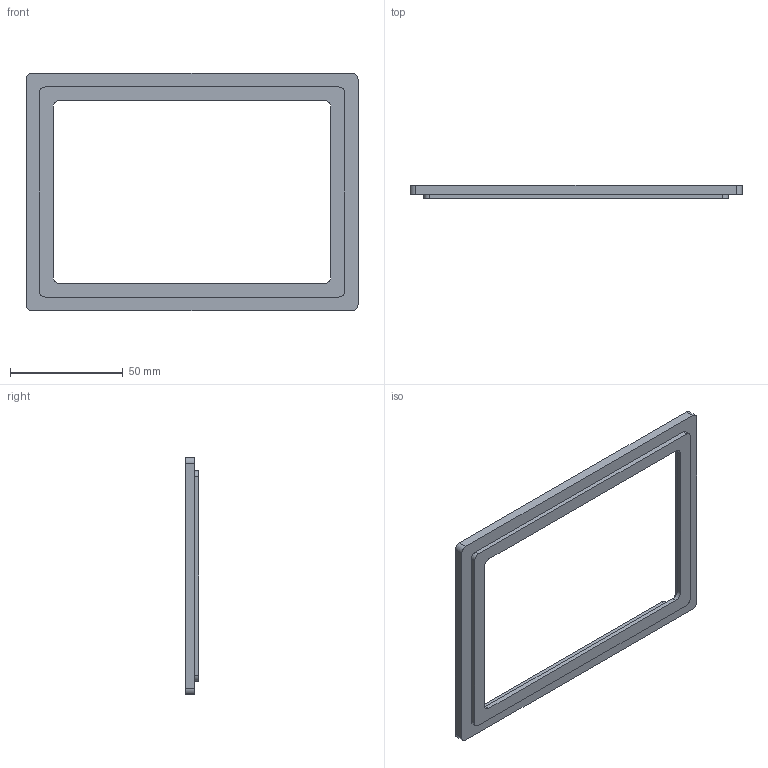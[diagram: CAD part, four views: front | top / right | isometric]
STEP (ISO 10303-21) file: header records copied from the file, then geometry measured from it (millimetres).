
FILE_DESCRIPTION(/* description */ (''),/* implementation_level */ '2;1');
FILE_NAME(/* name */ 'Nikon_well_plate_insert.step',/* time_stamp */ '2019-11-14T11:37:38-08:00',/* author */ (''),/* organization */ (''),/* preprocessor_version */ 'ST-DEVELOPER v18',/* originating_system */ 'Autodesk Translation Framework v8.12.0.6',/* authorisation */ '');
FILE_SCHEMA (('AUTOMOTIVE_DESIGN { 1 0 10303 214 3 1 1 }'));
Length unit declared in the file: millimetre
Products named in the file (2): NikonStageInsert2 v6; InsertPlate (1)
Assembly tree (1 placements, depth 2):
  NikonStageInsert2 v6
    InsertPlate (1)
Bounding box: 147 x 6 x 105 mm (x, y, z)
Volume: 22637.5 mm3; surface area: 16413.5 mm2
Topology: 1 solids, 1 shells, 40 faces, 108 edges, 72 vertices
Faces by surface type: cylinder 20, plane 20
Entity records: 1329 total; most frequent: DIRECTION 234, CARTESIAN_POINT 223, ORIENTED_EDGE 216, EDGE_CURVE 108, AXIS2_PLACEMENT_3D 83, VERTEX_POINT 72, LINE 68, VECTOR 68
